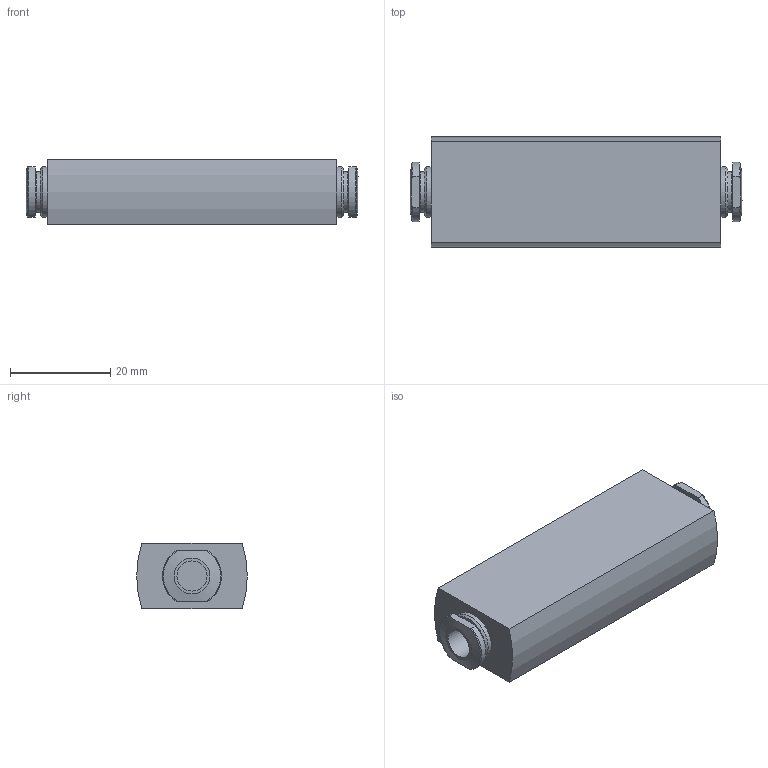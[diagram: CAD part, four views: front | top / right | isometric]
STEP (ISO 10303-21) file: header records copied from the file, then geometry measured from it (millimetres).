
FILE_DESCRIPTION(/* description */ ('STEP AP214'),/* implementation_level */ '2;1');
FILE_NAME(/* name */ '193554_VN-10-M-I3-PQ2-VQ2',/* time_stamp */ '2024-09-17T00:36:31+02:00',/* author */ ('License CC BY-ND 4.0'),/* organization */ ('CADENAS'),/* preprocessor_version */ 'ST-DEVELOPER v19.3',/* originating_system */ 'PARTsolutions',/* authorisation */ ' ');
FILE_SCHEMA (('AUTOMOTIVE_DESIGN {1 0 10303 214 3 1 1}'));
Length unit declared in the file: millimetre
Products named in the file (1): 193554 VN-10-M-I3-PQ2-VQ2
Bounding box: 66.1 x 22 x 13 mm (x, y, z)
Volume: 16428.4 mm3; surface area: 4969 mm2
Topology: 1 solids, 1 shells, 38 faces, 80 edges, 52 vertices
Faces by surface type: plane 16, cylinder 12, torus 6, cone 4
Full cylindrical faces by diameter (mm): 6 x2, 8.1 x2, 10 x2
Entity records: 1258 total; most frequent: CARTESIAN_POINT 199, DIRECTION 166, ORIENTED_EDGE 132, AXIS2_PLACEMENT_3D 73, EDGE_CURVE 66, EDGE_LOOP 58, FACE_BOUND 58, VERTEX_POINT 50
